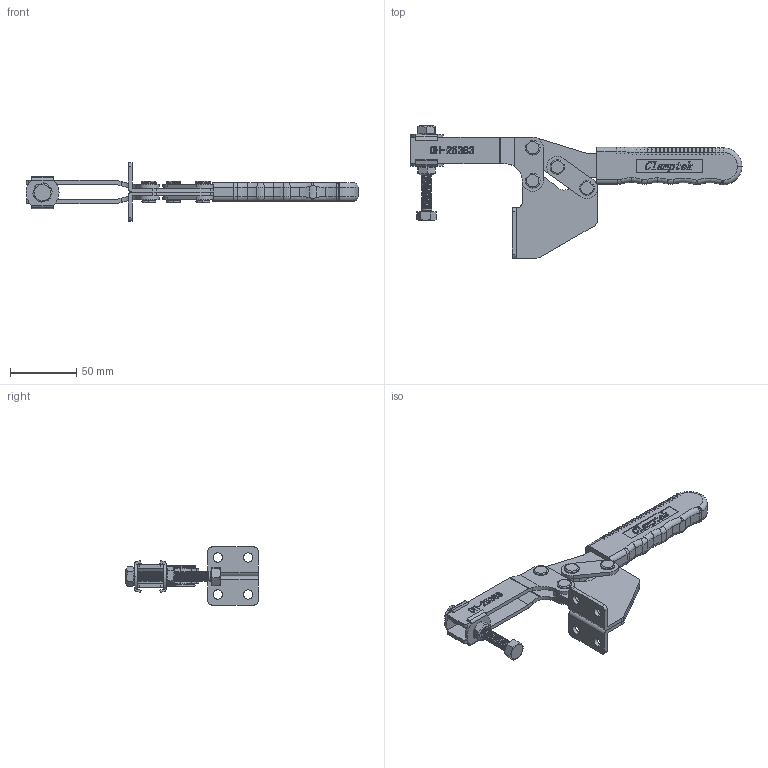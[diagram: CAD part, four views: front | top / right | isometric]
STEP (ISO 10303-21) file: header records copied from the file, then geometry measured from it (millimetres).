
FILE_DESCRIPTION (( 'STEP AP203' ), '1' );
FILE_NAME ('CH-25383.STEP', '2011-05-16T12:33:43', ( '微软用户' ), ( '微软中国' ), 'SwSTEP 2.0', 'SolidWorks 2010', '' );
FILE_SCHEMA (( 'CONFIG_CONTROL_DESIGN' ));
Products named in the file (10): CH-25383; FW380; 25382-05; M8; 25383-01; 25383-02; 25382-03; 25382-04; 086512; 01
Assembly tree (15 placements, depth 2):
  CH-25383
    01
    25383-01
    25382-05  x4
    M8  x2
    FW380  x2
    086512
    25382-03
    25382-04  x2
    25383-02
Bounding box: 251.46 x 100.07 x 44 mm (x, y, z)
Volume: 94347 mm3; surface area: 60700.6 mm2
Topology: 17 solids, 17 shells, 1541 faces, 4074 edges, 2618 vertices
Faces by surface type: plane 585, cylinder 454, bspline 368, torus 106, cone 22, sphere 6
Entity records: 80702 total; most frequent: CARTESIAN_POINT 46374, ORIENTED_EDGE 7664, DIRECTION 5690, EDGE_CURVE 3832, VERTEX_POINT 2466, LINE 2136, VECTOR 2136, AXIS2_PLACEMENT_3D 1777
